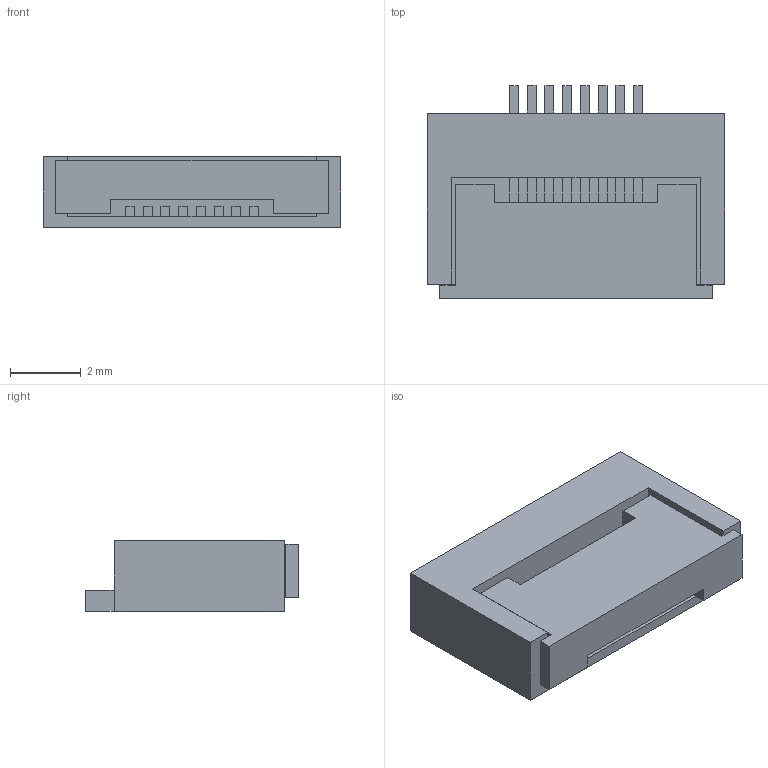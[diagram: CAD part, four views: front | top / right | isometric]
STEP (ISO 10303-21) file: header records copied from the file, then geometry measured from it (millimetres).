
FILE_DESCRIPTION(('FreeCAD Model'),'2;1');
FILE_NAME('Open CASCADE Shape Model','2022-02-13T11:33:24',(''),(''), 'Open CASCADE STEP processor 7.5','FreeCAD','Unknown');
FILE_SCHEMA(('AUTOMOTIVE_DESIGN { 1 0 10303 214 1 1 1 1 }'));
Length unit declared in the file: millimetre
Products named in the file (4): Unnamed; Body002; Body001; Body
Assembly tree (3 placements, depth 2):
  Unnamed
    Body002
    Body001
    Body
Bounding box: 8.4 x 6 x 2 mm (x, y, z)
Volume: 79.2 mm3; surface area: 282.7 mm2
Topology: 3 solids, 3 shells, 132 faces, 310 edges, 184 vertices
Faces by surface type: plane 132
Entity records: 3704 total; most frequent: CARTESIAN_POINT 630, ORIENTED_EDGE 620, DIRECTION 582, EDGE_CURVE 310, LINE 310, VECTOR 310, VERTEX_POINT 184, AXIS2_PLACEMENT_3D 136
